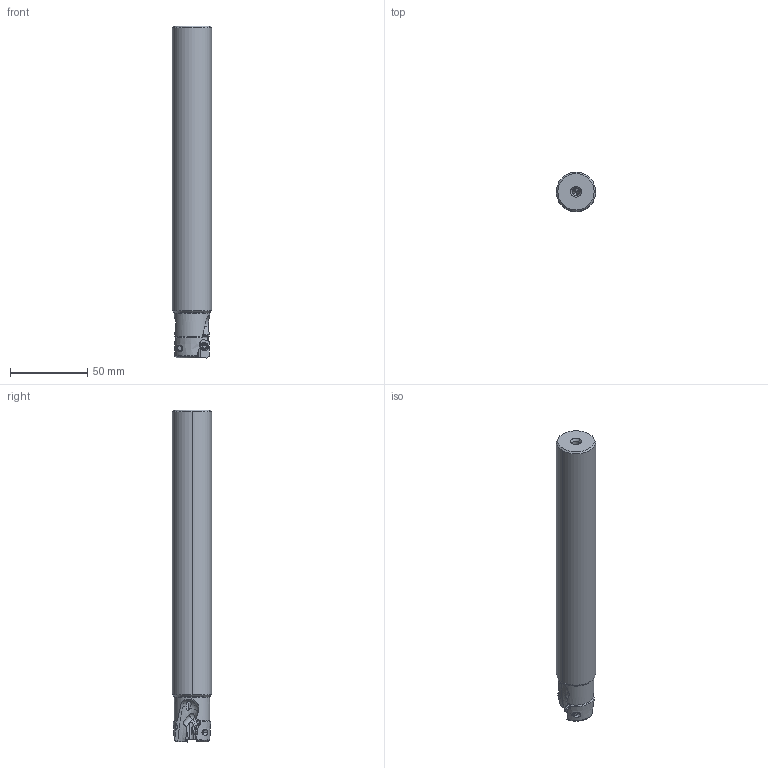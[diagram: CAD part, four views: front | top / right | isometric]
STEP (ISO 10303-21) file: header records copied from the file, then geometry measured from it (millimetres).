
FILE_DESCRIPTION(/* description */ (''),/* implementation_level */ '2;1');
FILE_NAME(/* name */ 'APX4000UR162SA16LB.stp',/* time_stamp */ '2021-09-08T11:43:19+09:00',/* author */ (''),/* organization */ (''),/* preprocessor_version */ 'ST-DEVELOPER v16',/* originating_system */ 'SIEMENS PLM Software NX 10.0',/* authorisation */ '');
FILE_SCHEMA (('AUTOMOTIVE_DESIGN { 1 0 10303 214 3 1 1 1 }'));
Length unit declared in the file: millimetre
Products named in the file (1): APX4000UR162SA16LB_ASM
Bounding box: 25.4 x 25.4 x 214.58 mm (x, y, z)
Volume: 98150.3 mm3; surface area: 21442 mm2
Topology: 3 solids, 3 shells, 170 faces, 516 edges, 363 vertices
Faces by surface type: cylinder 74, plane 34, cone 30, torus 16, sphere 12, bspline 4
Entity records: 9455 total; most frequent: CARTESIAN_POINT 4700, ORIENTED_EDGE 1012, DIRECTION 942, EDGE_CURVE 506, AXIS2_PLACEMENT_3D 413, VERTEX_POINT 343, CIRCLE 201, EDGE_LOOP 179
